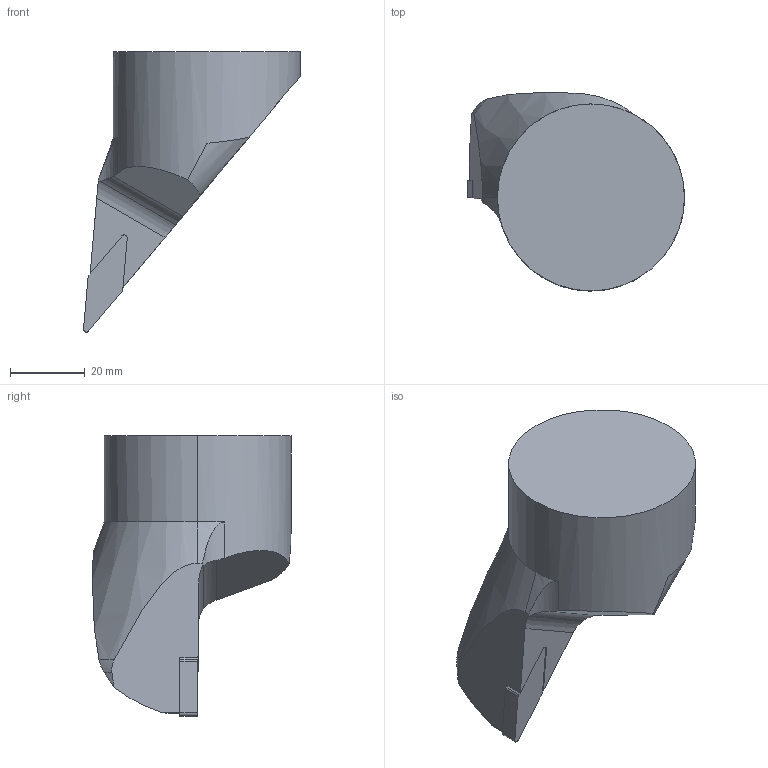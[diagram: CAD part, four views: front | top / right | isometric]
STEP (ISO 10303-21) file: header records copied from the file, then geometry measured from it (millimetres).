
FILE_DESCRIPTION((''),'1');
FILE_NAME('S50-SVLBR-33075-16.stp','2012-12-27T01:50:25',(''),(''),'Spatial Interop R18','Kubotek KeyCreator V8.5.1 (14335)',' ');
FILE_SCHEMA(('CONFIG_CONTROL_DESIGN'));
Length unit declared in the file: millimetre
Products named in the file (1): 1
Bounding box: 58 x 53 x 74.9 mm (x, y, z)
Volume: 73586.7 mm3; surface area: 11239.1 mm2
Topology: 1 solids, 1 shells, 32 faces, 90 edges, 60 vertices
Faces by surface type: plane 14, cylinder 12, bspline 3, cone 2, torus 1
Entity records: 1232 total; most frequent: CARTESIAN_POINT 358, ORIENTED_EDGE 180, DIRECTION 175, EDGE_CURVE 90, AXIS2_PLACEMENT_3D 67, VERTEX_POINT 60, LINE 41, VECTOR 41
